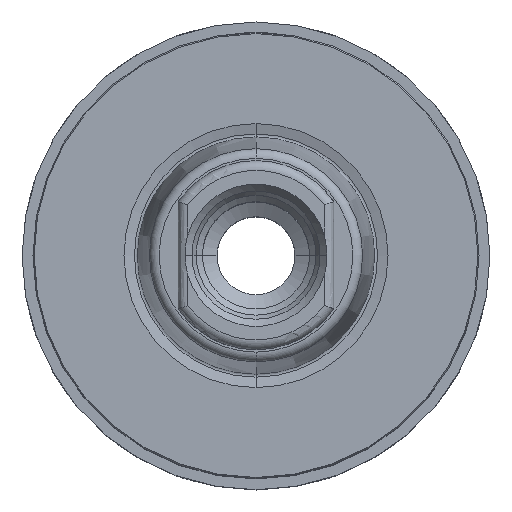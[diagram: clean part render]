
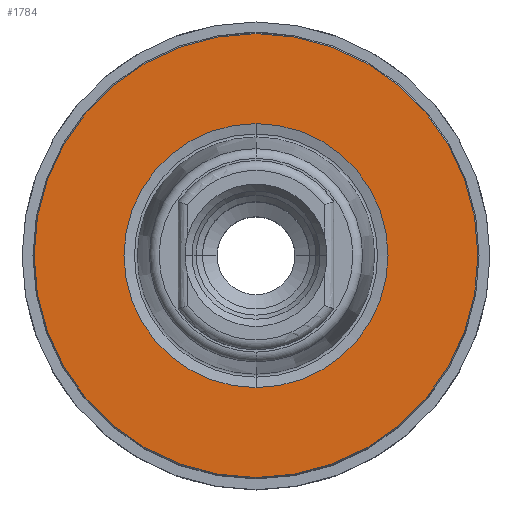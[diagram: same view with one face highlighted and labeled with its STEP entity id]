
A CAD part, top view. The second image highlights one B-rep face of the part: STEP entity #1784.
In plain terms, the highlighted planar face has unit normal (0, 0, 1).
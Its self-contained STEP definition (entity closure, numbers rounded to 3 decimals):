
#703=CARTESIAN_POINT('',(0.,0.,0.));
#704=DIRECTION('',(0.,0.,-1.));
#705=DIRECTION('',(0.,-1.,0.));
#706=AXIS2_PLACEMENT_3D('',#703,#704,#705);
#725=CARTESIAN_POINT('',(0.,0.,0.));
#726=DIRECTION('',(0.,0.,1.));
#727=DIRECTION('',(0.,-1.,0.));
#728=AXIS2_PLACEMENT_3D('',#725,#726,#727);
#733=CARTESIAN_POINT('',(0.,0.,0.));
#734=DIRECTION('',(0.,0.,-1.));
#735=DIRECTION('',(0.,1.,0.));
#736=AXIS2_PLACEMENT_3D('',#733,#734,#735);
#741=CARTESIAN_POINT('',(0.,0.,0.));
#742=DIRECTION('',(0.,0.,-1.));
#743=DIRECTION('',(0.,-1.,0.));
#744=AXIS2_PLACEMENT_3D('',#741,#742,#743);
#1055=CARTESIAN_POINT('',(0.,-6.776,0.));
#1057=VERTEX_POINT('',#1055);
#1065=CARTESIAN_POINT('',(0.,6.776,0.));
#1067=VERTEX_POINT('',#1065);
#1161=CARTESIAN_POINT('',(0.,11.392,0.));
#1162=VERTEX_POINT('',#1161);
#1163=CARTESIAN_POINT('',(0.,-11.392,0.));
#1164=VERTEX_POINT('',#1163);
#1769=CARTESIAN_POINT('',(0.,0.,0.));
#1770=DIRECTION('',(0.,0.,-1.));
#1771=DIRECTION('',(0.,1.,0.));
#1772=AXIS2_PLACEMENT_3D('',#1769,#1770,#1771);
#1773=PLANE('',#1772);
#1775=ORIENTED_EDGE('',*,*,#1774,.T.);
#1777=ORIENTED_EDGE('',*,*,#1776,.T.);
#1778=EDGE_LOOP('',(#1775,#1777));
#1779=FACE_OUTER_BOUND('',#1778,.F.);
#1780=ORIENTED_EDGE('',*,*,#1748,.F.);
#1781=ORIENTED_EDGE('',*,*,#1764,.T.);
#1782=EDGE_LOOP('',(#1780,#1781));
#1783=FACE_BOUND('',#1782,.F.);
#707=CIRCLE('',#706,6.776);
#729=CIRCLE('',#728,6.776);
#737=CIRCLE('',#736,11.392);
#745=CIRCLE('',#744,11.392);
#1748=EDGE_CURVE('',#1057,#1067,#707,.T.);
#1764=EDGE_CURVE('',#1057,#1067,#729,.T.);
#1774=EDGE_CURVE('',#1162,#1164,#737,.T.);
#1776=EDGE_CURVE('',#1164,#1162,#745,.T.);
#1784=ADVANCED_FACE('',(#1779,#1783),#1773,.F.);
